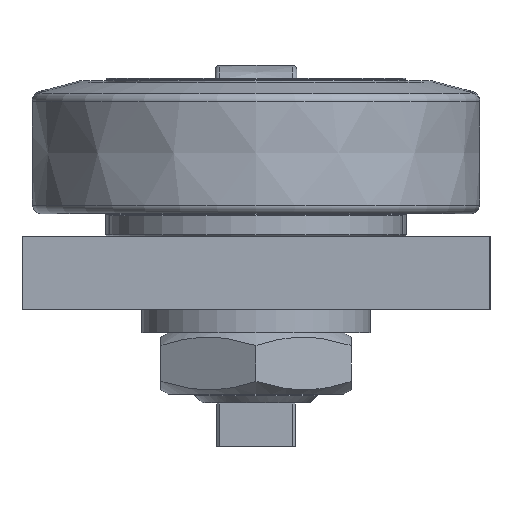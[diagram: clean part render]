
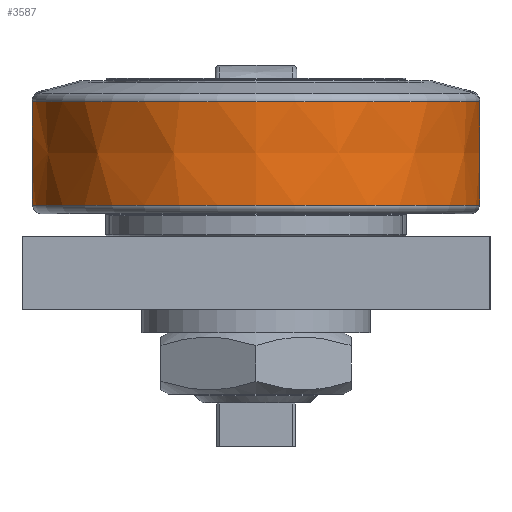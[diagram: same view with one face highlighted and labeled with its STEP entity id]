
A CAD part, left-side view. The second image highlights one B-rep face of the part: STEP entity #3587.
In plain terms, the highlighted free-form (B-spline) face has degree [2, 2] with [3, 9] control points.
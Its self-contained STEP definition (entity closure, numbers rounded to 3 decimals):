
#880=(
BOUNDED_SURFACE()
B_SPLINE_SURFACE(2,2,((#5955,#5956,#5957,#5958,#5959,#5960,#5961,#5962,
#5963),(#5964,#5965,#5966,#5967,#5968,#5969,#5970,#5971,#5972),(#5973,#5974,
#5975,#5976,#5977,#5978,#5979,#5980,#5981)),.UNSPECIFIED.,.F.,.T.,.F.)
B_SPLINE_SURFACE_WITH_KNOTS((3,3),(3,2,2,2,3),(-0.013,0.011),
(-3.142,-1.571,0.,1.571,3.142),
 .UNSPECIFIED.)
GEOMETRIC_REPRESENTATION_ITEM()
RATIONAL_B_SPLINE_SURFACE(((1.,0.707,1.,0.707,1.,
0.707,1.,0.707,1.),(1.,0.707,
1.,0.707,1.,0.707,
1.,0.707,1.),(1.,0.707,
1.,0.707,1.,0.707,1.,0.707,1.)))
REPRESENTATION_ITEM('')
SURFACE()
);
#994=FACE_OUTER_BOUND('',#1233,.T.);
#1233=EDGE_LOOP('',(#2986,#2987,#2988,#2989,#2990,#2991));
#1486=CIRCLE('',#3951,76.467);
#1487=CIRCLE('',#3952,76.467);
#1489=CIRCLE('',#3954,1500.);
#1490=CIRCLE('',#3955,76.423);
#1491=CIRCLE('',#3956,76.423);
#1781=VERTEX_POINT('',#5949);
#1782=VERTEX_POINT('',#5951);
#1783=VERTEX_POINT('',#5982);
#1784=VERTEX_POINT('',#5984);
#2213=EDGE_CURVE('',#1781,#1782,#1486,.T.);
#2214=EDGE_CURVE('',#1782,#1781,#1487,.T.);
#2216=EDGE_CURVE('',#1781,#1783,#1489,.T.);
#2217=EDGE_CURVE('',#1784,#1783,#1490,.T.);
#2218=EDGE_CURVE('',#1783,#1784,#1491,.T.);
#2986=ORIENTED_EDGE('',*,*,#2214,.F.);
#2987=ORIENTED_EDGE('',*,*,#2213,.F.);
#2988=ORIENTED_EDGE('',*,*,#2216,.T.);
#2989=ORIENTED_EDGE('',*,*,#2217,.F.);
#2990=ORIENTED_EDGE('',*,*,#2218,.F.);
#2991=ORIENTED_EDGE('',*,*,#2216,.F.);
#3587=ADVANCED_FACE('',(#994),#880,.F.);
#3951=AXIS2_PLACEMENT_3D('',#5952,#4767,#4768);
#3952=AXIS2_PLACEMENT_3D('',#5953,#4769,#4770);
#3954=AXIS2_PLACEMENT_3D('',#5983,#4773,#4774);
#3955=AXIS2_PLACEMENT_3D('',#5985,#4775,#4776);
#3956=AXIS2_PLACEMENT_3D('',#5986,#4777,#4778);
#4767=DIRECTION('center_axis',(0.,0.,
1.));
#4768=DIRECTION('ref_axis',(-1.,0.,0.));
#4769=DIRECTION('center_axis',(0.,0.,
1.));
#4770=DIRECTION('ref_axis',(-1.,0.,0.));
#4773=DIRECTION('center_axis',(-1.,0.,0.));
#4774=DIRECTION('ref_axis',(0.,1.,0.));
#4775=DIRECTION('center_axis',(0.,0.,
-1.));
#4776=DIRECTION('ref_axis',(-1.,0.,0.));
#4777=DIRECTION('center_axis',(0.,0.,
-1.));
#4778=DIRECTION('ref_axis',(-1.,0.,0.));
#5949=CARTESIAN_POINT('',(-135.92,82.537,33.517));
#5951=CARTESIAN_POINT('',(-59.454,6.07,33.517));
#5952=CARTESIAN_POINT('Origin',(-135.92,6.07,33.517));
#5953=CARTESIAN_POINT('Origin',(-135.92,6.07,33.517));
#5955=CARTESIAN_POINT('Ctrl Pts',(-135.92,82.493,-1.839));
#5956=CARTESIAN_POINT('Ctrl Pts',(-212.343,82.493,-1.839));
#5957=CARTESIAN_POINT('Ctrl Pts',(-212.343,6.07,-1.839));
#5958=CARTESIAN_POINT('Ctrl Pts',(-212.343,-70.352,-1.839));
#5959=CARTESIAN_POINT('Ctrl Pts',(-135.92,-70.352,-1.839));
#5960=CARTESIAN_POINT('Ctrl Pts',(-59.497,-70.352,-1.839));
#5961=CARTESIAN_POINT('Ctrl Pts',(-59.497,6.07,-1.839));
#5962=CARTESIAN_POINT('Ctrl Pts',(-59.497,82.493,-1.839));
#5963=CARTESIAN_POINT('Ctrl Pts',(-135.92,82.493,-1.839));
#5964=CARTESIAN_POINT('Ctrl Pts',(-135.92,82.723,15.839));
#5965=CARTESIAN_POINT('Ctrl Pts',(-212.573,82.723,15.839));
#5966=CARTESIAN_POINT('Ctrl Pts',(-212.573,6.07,15.839));
#5967=CARTESIAN_POINT('Ctrl Pts',(-212.573,-70.583,15.839));
#5968=CARTESIAN_POINT('Ctrl Pts',(-135.92,-70.583,15.839));
#5969=CARTESIAN_POINT('Ctrl Pts',(-59.267,-70.583,15.839));
#5970=CARTESIAN_POINT('Ctrl Pts',(-59.267,6.07,15.839));
#5971=CARTESIAN_POINT('Ctrl Pts',(-59.267,82.723,15.839));
#5972=CARTESIAN_POINT('Ctrl Pts',(-135.92,82.723,15.839));
#5973=CARTESIAN_POINT('Ctrl Pts',(-135.92,82.537,33.517));
#5974=CARTESIAN_POINT('Ctrl Pts',(-212.387,82.537,33.517));
#5975=CARTESIAN_POINT('Ctrl Pts',(-212.387,6.07,33.517));
#5976=CARTESIAN_POINT('Ctrl Pts',(-212.387,-70.396,33.517));
#5977=CARTESIAN_POINT('Ctrl Pts',(-135.92,-70.396,33.517));
#5978=CARTESIAN_POINT('Ctrl Pts',(-59.454,-70.396,33.517));
#5979=CARTESIAN_POINT('Ctrl Pts',(-59.454,6.07,33.517));
#5980=CARTESIAN_POINT('Ctrl Pts',(-59.454,82.537,33.517));
#5981=CARTESIAN_POINT('Ctrl Pts',(-135.92,82.537,33.517));
#5982=CARTESIAN_POINT('',(-135.92,82.493,-1.839));
#5983=CARTESIAN_POINT('Origin',(-135.92,-1417.38,17.7));
#5984=CARTESIAN_POINT('',(-59.497,6.07,-1.839));
#5985=CARTESIAN_POINT('Origin',(-135.92,6.07,-1.839));
#5986=CARTESIAN_POINT('Origin',(-135.92,6.07,-1.839));
